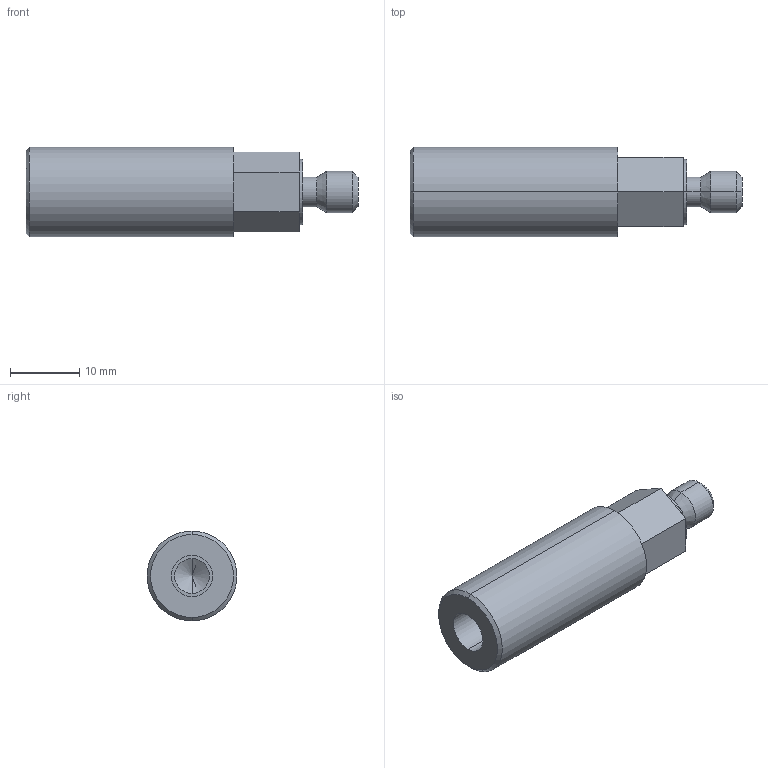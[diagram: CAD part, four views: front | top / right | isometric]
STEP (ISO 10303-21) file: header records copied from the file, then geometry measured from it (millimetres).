
FILE_DESCRIPTION (( 'STEP AP203' ), '1' );
FILE_NAME ('WDS-680-20640.step', '2012-04-10T07:11:05', ( 'SysAdmin' ), ( 'SolidWorks' ), 'SwSTEP 2.0', 'SolidWorks 2012', '' );
FILE_SCHEMA (( 'CONFIG_CONTROL_DESIGN' ));
Length unit declared in the file: millimetre
Products named in the file (1): WDS-680-20640
Bounding box: 48 x 13 x 13 mm (x, y, z)
Volume: 4664.5 mm3; surface area: 2204.3 mm2
Topology: 1 solids, 1 shells, 32 faces, 68 edges, 41 vertices
Faces by surface type: cylinder 12, plane 12, cone 8
Entity records: 923 total; most frequent: DIRECTION 160, CARTESIAN_POINT 140, ORIENTED_EDGE 132, EDGE_CURVE 66, AXIS2_PLACEMENT_3D 61, VERTEX_POINT 41, LINE 38, VECTOR 38
